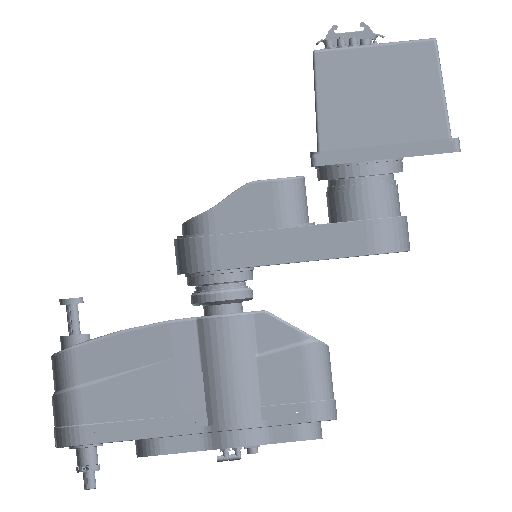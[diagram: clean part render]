
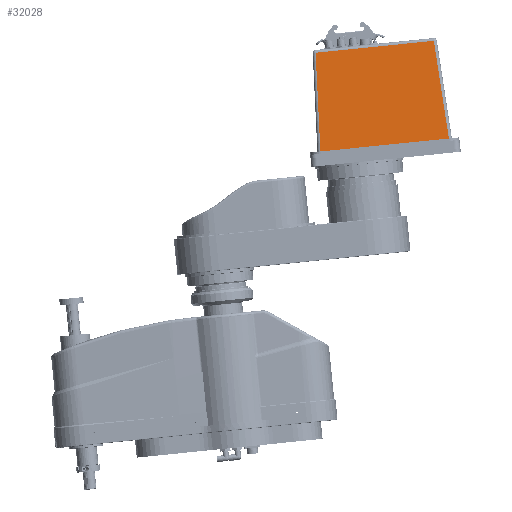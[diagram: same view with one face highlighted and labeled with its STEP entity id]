
A CAD part, front view. The second image highlights one B-rep face of the part: STEP entity #32028.
In plain terms, the highlighted face is planar.
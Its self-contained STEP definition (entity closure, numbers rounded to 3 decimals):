
#2571 = CARTESIAN_POINT ( 'NONE',  ( 106.906, -81.899, 11.467 ) ) ;
#4090 = VERTEX_POINT ( 'NONE', #55589 ) ;
#5286 = CARTESIAN_POINT ( 'NONE',  ( -107.52, -82.514, -0.26 ) ) ;
#6230 = LINE ( 'NONE', #71659, #53010 ) ;
#6384 = EDGE_CURVE ( 'NONE', #35447, #44258, #56477, .T. ) ;
#15296 = DIRECTION ( 'NONE',  ( 0., -0.999, 0.052 ) ) ;
#19687 = ORIENTED_EDGE ( 'NONE', *, *, #73501, .T. ) ;
#23491 = FACE_OUTER_BOUND ( 'NONE', #51964, .T. ) ;
#27974 = VECTOR ( 'NONE', #153247, 1000. ) ;
#31310 = LINE ( 'NONE', #5286, #128938 ) ;
#32028 = ADVANCED_FACE ( 'NONE', ( #23491 ), #93169, .T. ) ;
#33361 = ORIENTED_EDGE ( 'NONE', *, *, #6384, .T. ) ;
#35447 = VERTEX_POINT ( 'NONE', #154337 ) ;
#44258 = VERTEX_POINT ( 'NONE', #131572 ) ;
#46666 = DIRECTION ( 'NONE',  ( 1., 0., 0. ) ) ;
#51964 = EDGE_LOOP ( 'NONE', ( #160577, #146440, #19687, #33361 ) ) ;
#53010 = VECTOR ( 'NONE', #46666, 1000. ) ;
#54546 = CARTESIAN_POINT ( 'NONE',  ( -112.5, -82.5, 0. ) ) ;
#55589 = CARTESIAN_POINT ( 'NONE',  ( -98.898, -73.891, 164.262 ) ) ;
#56477 = LINE ( 'NONE', #2571, #105153 ) ;
#66477 = CARTESIAN_POINT ( 'NONE',  ( -112.5, -73.891, 164.262 ) ) ;
#71659 = CARTESIAN_POINT ( 'NONE',  ( -112.5, -82.5, 0. ) ) ;
#73501 = EDGE_CURVE ( 'NONE', #88041, #35447, #6230, .T. ) ;
#88041 = VERTEX_POINT ( 'NONE', #148879 ) ;
#88950 = LINE ( 'NONE', #66477, #27974 ) ;
#93169 = PLANE ( 'NONE',  #167390 ) ;
#105153 = VECTOR ( 'NONE', #119527, 1000. ) ;
#112670 = EDGE_CURVE ( 'NONE', #4090, #88041, #31310, .T. ) ;
#119238 = DIRECTION ( 'NONE',  ( 0., -0.052, -0.999 ) ) ;
#119527 = DIRECTION ( 'NONE',  ( -0.052, 0.052, 0.997 ) ) ;
#128938 = VECTOR ( 'NONE', #147946, 1000. ) ;
#131572 = CARTESIAN_POINT ( 'NONE',  ( 98.898, -73.891, 164.262 ) ) ;
#146440 = ORIENTED_EDGE ( 'NONE', *, *, #112670, .T. ) ;
#147946 = DIRECTION ( 'NONE',  ( -0.052, -0.052, -0.997 ) ) ;
#148879 = CARTESIAN_POINT ( 'NONE',  ( -107.507, -82.5, 0. ) ) ;
#153247 = DIRECTION ( 'NONE',  ( -1., 0., 0. ) ) ;
#154337 = CARTESIAN_POINT ( 'NONE',  ( 107.507, -82.5, 0. ) ) ;
#160577 = ORIENTED_EDGE ( 'NONE', *, *, #162138, .T. ) ;
#162138 = EDGE_CURVE ( 'NONE', #44258, #4090, #88950, .T. ) ;
#167390 = AXIS2_PLACEMENT_3D ( 'NONE', #54546, #15296, #119238 ) ;
